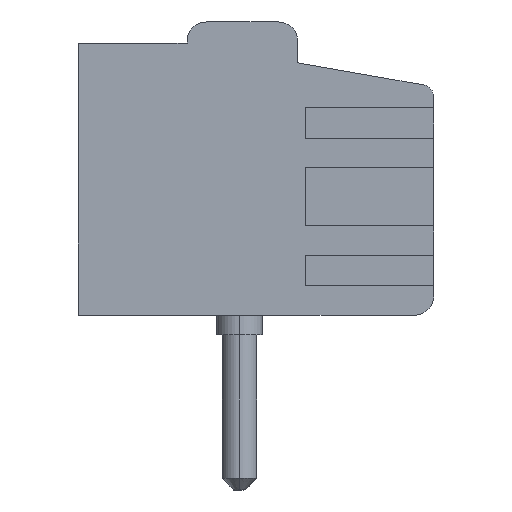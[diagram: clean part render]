
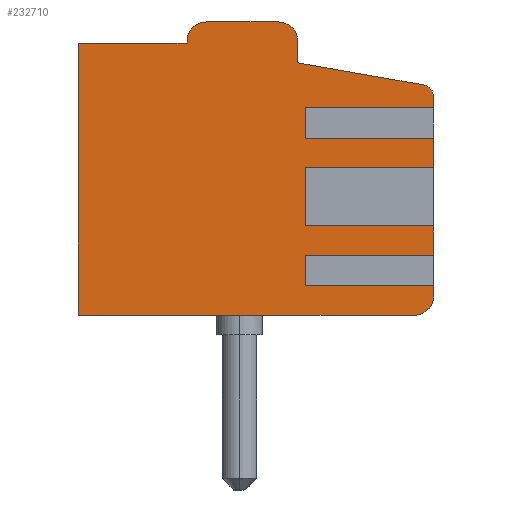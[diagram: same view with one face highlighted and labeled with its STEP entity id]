
A CAD part, left-side view. The second image highlights one B-rep face of the part: STEP entity #232710.
In plain terms, the highlighted face is planar.
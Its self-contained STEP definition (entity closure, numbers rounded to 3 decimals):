
#213580=CARTESIAN_POINT('',(49.506,58.093,
9.685));
#213590=DIRECTION('',(0.,0.,1.));
#213600=VECTOR('',#213590,1.);
#213610=LINE('',#213580,#213600);
#213620=CARTESIAN_POINT('',(49.506,58.093,
11.598));
#213630=VERTEX_POINT('',#213620);
#213640=CARTESIAN_POINT('',(49.506,58.093,
14.898));
#213650=VERTEX_POINT('',#213640);
#213660=EDGE_CURVE('',#213630,#213650,#213610,.T.);
#217080=CARTESIAN_POINT('',(52.892,58.093,
14.898));
#217090=VERTEX_POINT('',#217080);
#217120=CARTESIAN_POINT('',(52.892,58.093,
9.685));
#217130=DIRECTION('',(0.,0.,-1.));
#217140=VECTOR('',#217130,1.);
#217150=LINE('',#217120,#217140);
#217160=CARTESIAN_POINT('',(52.892,58.093,
11.598));
#217170=VERTEX_POINT('',#217160);
#217180=EDGE_CURVE('',#217090,#217170,#217150,.T.);
#219440=CARTESIAN_POINT('',(50.449,58.093,
14.898));
#219450=VERTEX_POINT('',#219440);
#219480=CARTESIAN_POINT('',(50.449,58.093,
9.685));
#219490=DIRECTION('',(0.,0.,-1.));
#219500=VECTOR('',#219490,1.);
#219510=LINE('',#219480,#219500);
#219520=CARTESIAN_POINT('',(50.449,58.093,
11.598));
#219530=VERTEX_POINT('',#219520);
#219540=EDGE_CURVE('',#219450,#219530,#219510,.T.);
#220600=CARTESIAN_POINT('',(55.149,58.093,
8.548));
#220610=VERTEX_POINT('',#220600);
#220640=CARTESIAN_POINT('',(55.149,58.093,
9.685));
#220650=DIRECTION('',(0.,0.,-1.));
#220660=VECTOR('',#220650,1.);
#220670=LINE('',#220640,#220660);
#220680=CARTESIAN_POINT('',(55.149,58.093,
5.748));
#220690=VERTEX_POINT('',#220680);
#220700=EDGE_CURVE('',#220610,#220690,#220670,.T.);
#227270=CARTESIAN_POINT('',(49.092,58.093,
11.598));
#227280=VERTEX_POINT('',#227270);
#227310=CARTESIAN_POINT('',(53.549,58.093,
11.598));
#227320=DIRECTION('',(-1.,0.,0.));
#227330=VECTOR('',#227320,1.);
#227340=LINE('',#227310,#227330);
#227350=EDGE_CURVE('',#213630,#227280,#227340,.T.);
#229330=CARTESIAN_POINT('',(49.092,58.093,
14.898));
#229340=VERTEX_POINT('',#229330);
#229370=CARTESIAN_POINT('',(49.092,58.093,
9.685));
#229380=DIRECTION('',(0.,0.,-1.));
#229390=VECTOR('',#229380,1.);
#229400=LINE('',#229370,#229390);
#229410=EDGE_CURVE('',#229340,#227280,#229400,.T.);
#230110=CARTESIAN_POINT('',(55.699,58.093,9.048))
;
#230120=VERTEX_POINT('',#230110);
#230150=CARTESIAN_POINT('',(55.199,58.093,9.048))
;
#230160=DIRECTION('',(0.,1.,0.));
#230170=DIRECTION('',(0.,0.,-1.));
#230180=AXIS2_PLACEMENT_3D('',#230150,#230160,#230170);
#230190=CIRCLE('',#230180,0.5);
#230200=CARTESIAN_POINT('',(55.199,58.093,8.548))
;
#230210=VERTEX_POINT('',#230200);
#230220=EDGE_CURVE('',#230120,#230210,#230190,.T.);
#231400=CARTESIAN_POINT('',(53.549,58.093,
9.648));
#231410=DIRECTION('',(0.,1.,0.));
#231420=DIRECTION('',(0.,0.,-1.));
#231430=AXIS2_PLACEMENT_3D('',#231400,#231410,#231420);
#231440=PLANE('',#231430);
#231450=CARTESIAN_POINT('',(51.949,58.093,
9.685));
#231460=DIRECTION('',(0.,0.,1.));
#231470=VECTOR('',#231460,1.);
#231480=LINE('',#231450,#231470);
#231490=CARTESIAN_POINT('',(51.949,58.093,
11.598));
#231500=VERTEX_POINT('',#231490);
#231510=CARTESIAN_POINT('',(51.949,58.093,
14.898));
#231520=VERTEX_POINT('',#231510);
#231530=EDGE_CURVE('',#231500,#231520,#231480,.T.);
#231540=ORIENTED_EDGE('',*,*,#231530,.T.);
#231550=CARTESIAN_POINT('',(53.549,58.093,
11.598));
#231560=DIRECTION('',(-1.,0.,0.));
#231570=VECTOR('',#231560,1.);
#231580=LINE('',#231550,#231570);
#231590=EDGE_CURVE('',#231500,#219530,#231580,.T.);
#231600=ORIENTED_EDGE('',*,*,#231590,.F.);
#231610=ORIENTED_EDGE('',*,*,#219540,.T.);
#231620=CARTESIAN_POINT('',(53.549,58.093,
14.898));
#231630=DIRECTION('',(-1.,0.,0.));
#231640=VECTOR('',#231630,1.);
#231650=LINE('',#231620,#231640);
#231660=EDGE_CURVE('',#219450,#213650,#231650,.T.);
#231670=ORIENTED_EDGE('',*,*,#231660,.F.);
#231680=ORIENTED_EDGE('',*,*,#213660,.T.);
#231690=ORIENTED_EDGE('',*,*,#227350,.F.);
#231700=ORIENTED_EDGE('',*,*,#229410,.T.);
#231710=CARTESIAN_POINT('',(48.649,58.093,
14.898));
#231720=VERTEX_POINT('',#231710);
#231730=EDGE_CURVE('',#229340,#231720,#231650,.T.);
#231740=ORIENTED_EDGE('',*,*,#231730,.F.);
#231750=CARTESIAN_POINT('',(48.649,58.093,
14.398));
#231760=DIRECTION('',(0.,1.,0.));
#231770=DIRECTION('',(0.,0.,-1.));
#231780=AXIS2_PLACEMENT_3D('',#231750,#231760,#231770);
#231790=CIRCLE('',#231780,0.5);
#231800=CARTESIAN_POINT('',(48.149,58.093,
14.398));
#231810=VERTEX_POINT('',#231800);
#231820=EDGE_CURVE('',#231810,#231720,#231790,.T.);
#231830=ORIENTED_EDGE('',*,*,#231820,.T.);
#231840=CARTESIAN_POINT('',(48.149,58.093,
9.685));
#231850=DIRECTION('',(0.,0.,1.));
#231860=VECTOR('',#231850,1.);
#231870=LINE('',#231840,#231860);
#231880=CARTESIAN_POINT('',(48.149,58.093,
5.748));
#231890=VERTEX_POINT('',#231880);
#231900=EDGE_CURVE('',#231890,#231810,#231870,.T.);
#231910=ORIENTED_EDGE('',*,*,#231900,.T.);
#231920=CARTESIAN_POINT('',(53.549,58.093,
5.748));
#231930=DIRECTION('',(1.,0.,0.));
#231940=VECTOR('',#231930,1.);
#231950=LINE('',#231920,#231940);
#231960=EDGE_CURVE('',#231890,#220690,#231950,.T.);
#231970=ORIENTED_EDGE('',*,*,#231960,.F.);
#231980=ORIENTED_EDGE('',*,*,#220700,.T.);
#231990=CARTESIAN_POINT('',(53.549,58.093,
8.548));
#232000=DIRECTION('',(1.,0.,0.));
#232010=VECTOR('',#232000,1.);
#232020=LINE('',#231990,#232010);
#232030=EDGE_CURVE('',#220610,#230210,#232020,.T.);
#232040=ORIENTED_EDGE('',*,*,#232030,.F.);
#232050=ORIENTED_EDGE('',*,*,#230220,.T.);
#232060=CARTESIAN_POINT('',(55.699,58.093,9.685))
;
#232070=DIRECTION('',(0.,0.,-1.));
#232080=VECTOR('',#232070,1.);
#232090=LINE('',#232060,#232080);
#232100=CARTESIAN_POINT('',(55.699,58.093,10.898))
;
#232110=VERTEX_POINT('',#232100);
#232120=EDGE_CURVE('',#232110,#230120,#232090,.T.);
#232130=ORIENTED_EDGE('',*,*,#232120,.T.);
#232140=CARTESIAN_POINT('',(55.199,58.093,10.898))
;
#232150=DIRECTION('',(0.,1.,0.));
#232160=DIRECTION('',(0.,0.,-1.));
#232170=AXIS2_PLACEMENT_3D('',#232140,#232150,#232160);
#232180=CIRCLE('',#232170,0.5);
#232190=CARTESIAN_POINT('',(55.199,58.093,11.398))
;
#232200=VERTEX_POINT('',#232190);
#232210=EDGE_CURVE('',#232200,#232110,#232180,.T.);
#232220=ORIENTED_EDGE('',*,*,#232210,.T.);
#232230=CARTESIAN_POINT('',(53.549,58.093,
11.398));
#232240=DIRECTION('',(1.,0.,0.));
#232250=VECTOR('',#232240,1.);
#232260=LINE('',#232230,#232250);
#232270=CARTESIAN_POINT('',(54.649,58.093,11.398))
;
#232280=VERTEX_POINT('',#232270);
#232290=EDGE_CURVE('',#232280,#232200,#232260,.T.);
#232300=ORIENTED_EDGE('',*,*,#232290,.T.);
#232310=CARTESIAN_POINT('',(54.951,58.093,
9.685));
#232320=DIRECTION('',(0.174,0.,-0.985));
#232330=VECTOR('',#232320,1.);
#232340=LINE('',#232310,#232330);
#232350=CARTESIAN_POINT('',(54.076,58.093,
14.65));
#232360=VERTEX_POINT('',#232350);
#232370=EDGE_CURVE('',#232360,#232280,#232340,.T.);
#232380=ORIENTED_EDGE('',*,*,#232370,.T.);
#232390=CARTESIAN_POINT('',(53.78,58.093,
14.598));
#232400=DIRECTION('',(0.,1.,0.));
#232410=DIRECTION('',(0.,0.,-1.));
#232420=AXIS2_PLACEMENT_3D('',#232390,#232400,#232410);
#232430=CIRCLE('',#232420,0.3);
#232440=CARTESIAN_POINT('',(53.78,58.093,
14.898));
#232450=VERTEX_POINT('',#232440);
#232460=EDGE_CURVE('',#232450,#232360,#232430,.T.);
#232470=ORIENTED_EDGE('',*,*,#232460,.T.);
#232480=CARTESIAN_POINT('',(53.306,58.093,
14.898));
#232490=VERTEX_POINT('',#232480);
#232500=EDGE_CURVE('',#232450,#232490,#231650,.T.);
#232510=ORIENTED_EDGE('',*,*,#232500,.F.);
#232520=CARTESIAN_POINT('',(53.306,58.093,
9.685));
#232530=DIRECTION('',(0.,0.,1.));
#232540=VECTOR('',#232530,1.);
#232550=LINE('',#232520,#232540);
#232560=CARTESIAN_POINT('',(53.306,58.093,
11.598));
#232570=VERTEX_POINT('',#232560);
#232580=EDGE_CURVE('',#232570,#232490,#232550,.T.);
#232590=ORIENTED_EDGE('',*,*,#232580,.T.);
#232600=CARTESIAN_POINT('',(53.549,58.093,
11.598));
#232610=DIRECTION('',(-1.,0.,0.));
#232620=VECTOR('',#232610,1.);
#232630=LINE('',#232600,#232620);
#232640=EDGE_CURVE('',#232570,#217170,#232630,.T.);
#232650=ORIENTED_EDGE('',*,*,#232640,.F.);
#232660=ORIENTED_EDGE('',*,*,#217180,.T.);
#232670=EDGE_CURVE('',#217090,#231520,#231650,.T.);
#232680=ORIENTED_EDGE('',*,*,#232670,.F.);
#232690=EDGE_LOOP('',(#232680,#232660,#232650,#232590,#232510,#232470,
#232380,#232300,#232220,#232130,#232050,#232040,#231980,#231970,#231910,
#231830,#231740,#231700,#231690,#231680,#231670,#231610,#231600,#231540)
);
#232700=FACE_OUTER_BOUND('',#232690,.T.);
#232710=ADVANCED_FACE('',(#232700),#231440,.T.);
